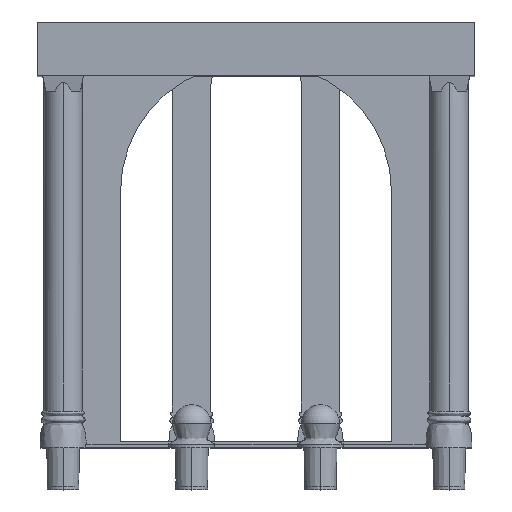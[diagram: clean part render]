
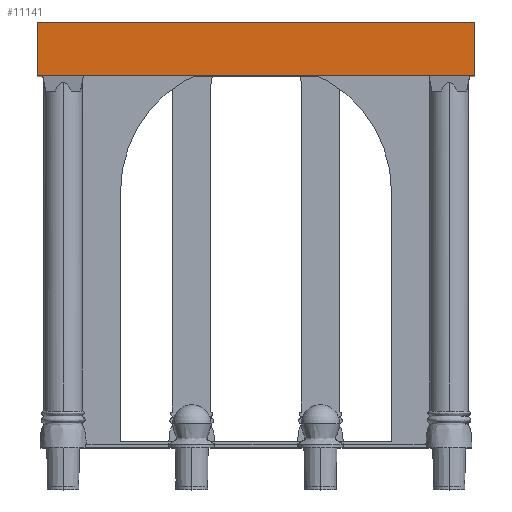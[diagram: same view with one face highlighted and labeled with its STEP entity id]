
A CAD part, top view. The second image highlights one B-rep face of the part: STEP entity #11141.
In plain terms, the highlighted planar face has unit normal (0, 0, 1).
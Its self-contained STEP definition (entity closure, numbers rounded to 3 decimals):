
#280 = CARTESIAN_POINT ( 'NONE',  ( 17.5, 330.5, 424.5 ) ) ;
#1045 = CARTESIAN_POINT ( 'NONE',  ( -324.59, 288.5, 424.5 ) ) ;
#1572 = ORIENTED_EDGE ( 'NONE', *, *, #25214, .T. ) ;
#2646 = FACE_OUTER_BOUND ( 'NONE', #23749, .T. ) ;
#3175 = ORIENTED_EDGE ( 'NONE', *, *, #26468, .F. ) ;
#3433 = DIRECTION ( 'NONE',  ( 0., 1., 0. ) ) ;
#4094 = DIRECTION ( 'NONE',  ( 0., 1., 0. ) ) ;
#5472 = VECTOR ( 'NONE', #6388, 1000. ) ;
#6388 = DIRECTION ( 'NONE',  ( 1., 0., 0. ) ) ;
#6419 = VERTEX_POINT ( 'NONE', #23565 ) ;
#6681 = VERTEX_POINT ( 'NONE', #9582 ) ;
#7482 = VECTOR ( 'NONE', #3433, 1000. ) ;
#8250 = CARTESIAN_POINT ( 'NONE',  ( 17.5, 288.5, 424.5 ) ) ;
#9582 = CARTESIAN_POINT ( 'NONE',  ( 17.5, 288.5, 424.5 ) ) ;
#10228 = VERTEX_POINT ( 'NONE', #1045 ) ;
#11073 = PLANE ( 'NONE',  #23798 ) ;
#11141 = ADVANCED_FACE ( 'NONE', ( #2646 ), #11073, .F. ) ;
#12857 = ORIENTED_EDGE ( 'NONE', *, *, #20371, .F. ) ;
#12891 = CARTESIAN_POINT ( 'NONE',  ( 0., 288.5, 424.5 ) ) ;
#14209 = CARTESIAN_POINT ( 'NONE',  ( -324.59, 288.5, 424.5 ) ) ;
#15488 = VECTOR ( 'NONE', #19540, 1000. ) ;
#16886 = CARTESIAN_POINT ( 'NONE',  ( -324.59, 330.5, 424.5 ) ) ;
#17036 = LINE ( 'NONE', #16886, #5472 ) ;
#18388 = DIRECTION ( 'NONE',  ( 0., 0., -1. ) ) ;
#19540 = DIRECTION ( 'NONE',  ( -1., 0., 0. ) ) ;
#19929 = CARTESIAN_POINT ( 'NONE',  ( 0., 288.5, 424.5 ) ) ;
#20371 = EDGE_CURVE ( 'NONE', #6681, #10228, #23693, .T. ) ;
#20817 = LINE ( 'NONE', #8250, #22217 ) ;
#22015 = ORIENTED_EDGE ( 'NONE', *, *, #23632, .F. ) ;
#22217 = VECTOR ( 'NONE', #4094, 1000. ) ;
#22394 = LINE ( 'NONE', #14209, #7482 ) ;
#23565 = CARTESIAN_POINT ( 'NONE',  ( -324.59, 330.5, 424.5 ) ) ;
#23632 = EDGE_CURVE ( 'NONE', #10228, #6419, #22394, .T. ) ;
#23693 = LINE ( 'NONE', #12891, #15488 ) ;
#23749 = EDGE_LOOP ( 'NONE', ( #3175, #22015, #12857, #1572 ) ) ;
#23798 = AXIS2_PLACEMENT_3D ( 'NONE', #19929, #18388, #26433 ) ;
#25214 = EDGE_CURVE ( 'NONE', #6681, #26624, #20817, .T. ) ;
#26433 = DIRECTION ( 'NONE',  ( -1., 0., 0. ) ) ;
#26468 = EDGE_CURVE ( 'NONE', #6419, #26624, #17036, .T. ) ;
#26624 = VERTEX_POINT ( 'NONE', #280 ) ;
